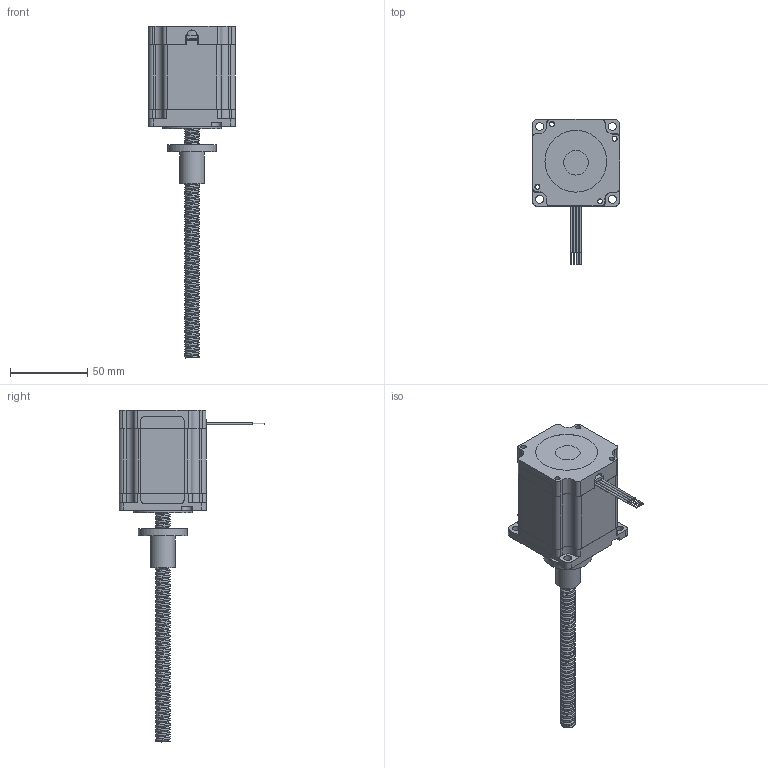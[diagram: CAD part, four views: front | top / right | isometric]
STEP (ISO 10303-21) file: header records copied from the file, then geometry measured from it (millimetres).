
FILE_DESCRIPTION(/* description */ (''),/* implementation_level */ '2;1');
FILE_NAME(/* name */ '23E22-150.stp',/* time_stamp */ '2020-08-27T09:04:59+08:00',/* author */ ('gj5217'),/* organization */ (''),/* preprocessor_version */ 'ST-DEVELOPER v16.1',/* originating_system */ 'Autodesk Inventor 2016',/* authorisation */ '');
FILE_SCHEMA (('AUTOMOTIVE_DESIGN { 1 0 10303 214 3 1 1 }'));
Length unit declared in the file: millimetre
Products named in the file (9): 01-011; 01-012; 06-009; 02-028; 23螺母; 丝杆9.5; 57双厚标签; 57铭牌; 23E22-150
Assembly tree (8 placements, depth 2):
  23E22-150
    01-011
    01-012
    06-009
    02-028
    23螺母
    丝杆9.5
    57双厚标签
    57铭牌
Bounding box: 56.4 x 94.3 x 215.05 mm (x, y, z)
Volume: 104643.5 mm3; surface area: 79023.2 mm2
Topology: 8 solids, 8 shells, 717 faces, 2049 edges, 1365 vertices
Faces by surface type: cylinder 425, plane 285, cone 5, bspline 2
Full cylindrical faces by diameter (mm): 0.8 x4, 1.4 x4, 2.5 x2, 3.1 x4, 3.3 x12, 3.5 x3, 5.2 x4, 9.525 x1, 15.5 x1, 15.88 x1, 16 x1, 22 x1, 26 x1, 28 x3, 31.75 x1, 34.82 x2, 35.5 x2, 38.1 x1, 40 x1, 50.34 x1, 52.39 x1
Entity records: 34225 total; most frequent: CARTESIAN_POINT 14564, DIRECTION 4328, ORIENTED_EDGE 3964, EDGE_CURVE 1982, AXIS2_PLACEMENT_3D 1623, VERTEX_POINT 1354, LINE 1082, VECTOR 1082
